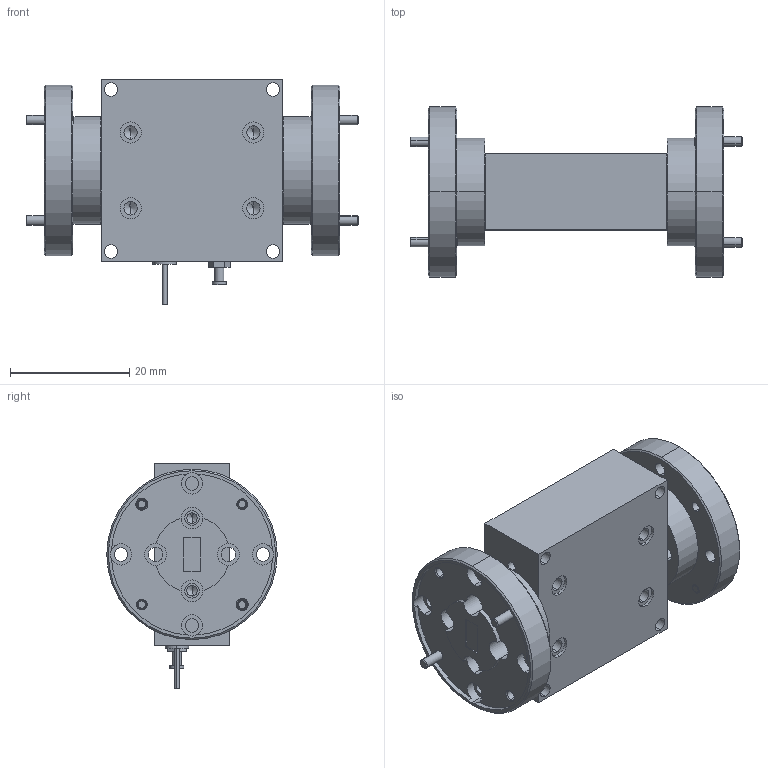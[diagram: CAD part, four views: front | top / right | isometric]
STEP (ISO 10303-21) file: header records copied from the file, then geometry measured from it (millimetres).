
FILE_DESCRIPTION (( 'STEP AP203' ), '1' );
FILE_NAME ('SBL-3335033040-2222-E1.STEP', '2019-07-02T19:42:11', ( '' ), ( '' ), 'SwSTEP 2.0', 'SolidWorks 2016', '' );
FILE_SCHEMA (( 'CONFIG_CONTROL_DESIGN' ));
Length unit declared in the file: inch
Products named in the file (1): SBL-3335033040-2222-E1
Bounding box: 55.68 x 28.57 x 37.72 mm (x, y, z)
Volume: 18258.6 mm3; surface area: 11957.3 mm2
Topology: 14 solids, 14 shells, 656 faces, 1685 edges, 1052 vertices
Faces by surface type: cylinder 312, plane 168, cone 162, bspline 14
Entity records: 24819 total; most frequent: CARTESIAN_POINT 9271, ORIENTED_EDGE 3250, DIRECTION 3250, EDGE_CURVE 1625, AXIS2_PLACEMENT_3D 1284, VERTEX_POINT 1052, EDGE_LOOP 777, LINE 682
